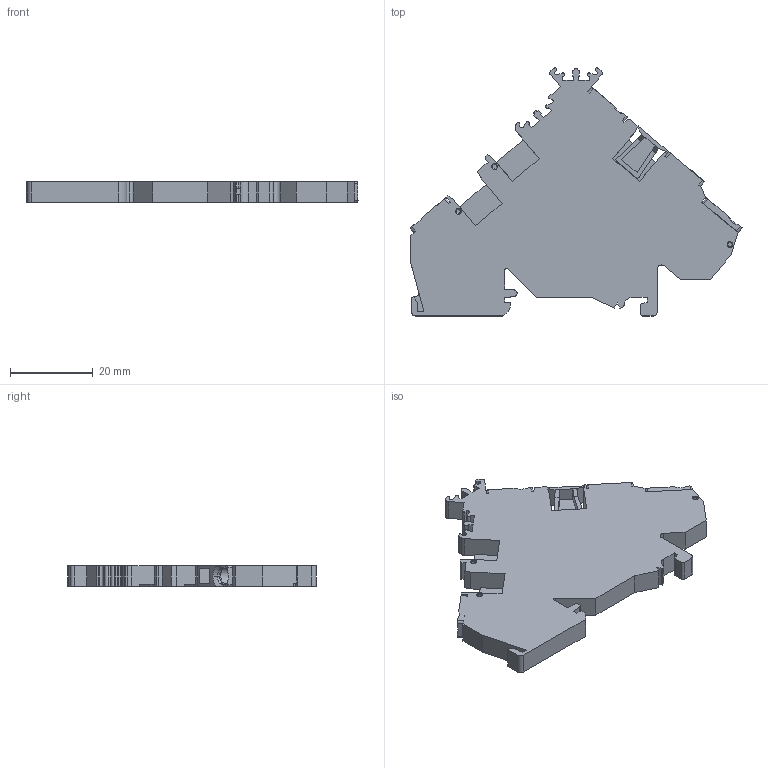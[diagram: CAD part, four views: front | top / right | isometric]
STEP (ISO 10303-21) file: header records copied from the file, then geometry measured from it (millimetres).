
FILE_DESCRIPTION((''),'2;1');
FILE_NAME('5YB576127_ASM','2023-11-17T',('dell'),(''),'PRO/ENGINEER BY PARAMETRIC TECHNOLOGY CORPORATION, 2013230','PRO/ENGINEER BY PARAMETRIC TECHNOLOGY CORPORATION, 2013230','');
FILE_SCHEMA(('AUTOMOTIVE_DESIGN { 1 0 10303 214 1 1 1 1 }'));
Length unit declared in the file: millimetre
Products named in the file (1): 5YB576127_ASM
Bounding box: 80.31 x 60 x 5 mm (x, y, z)
Volume: 12653.6 mm3; surface area: 8275.1 mm2
Topology: 1 solids, 16 shells, 412 faces, 1051 edges, 678 vertices
Faces by surface type: plane 248, cylinder 106, cone 52, bspline 4, torus 2
Entity records: 13369 total; most frequent: CARTESIAN_POINT 2524, DIRECTION 2105, ORIENTED_EDGE 2102, EDGE_CURVE 1051, VECTOR 735, LINE 735, AXIS2_PLACEMENT_3D 685, VERTEX_POINT 678
